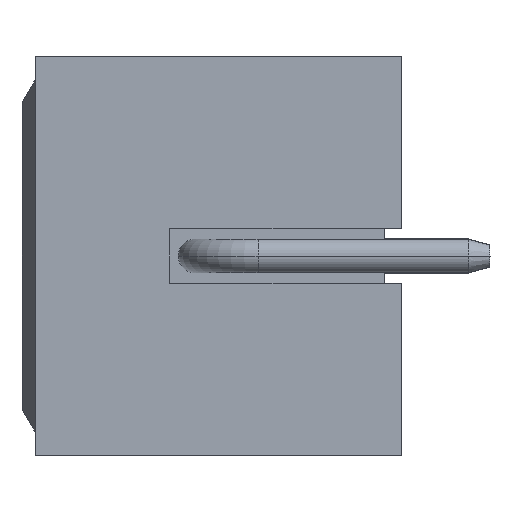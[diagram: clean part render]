
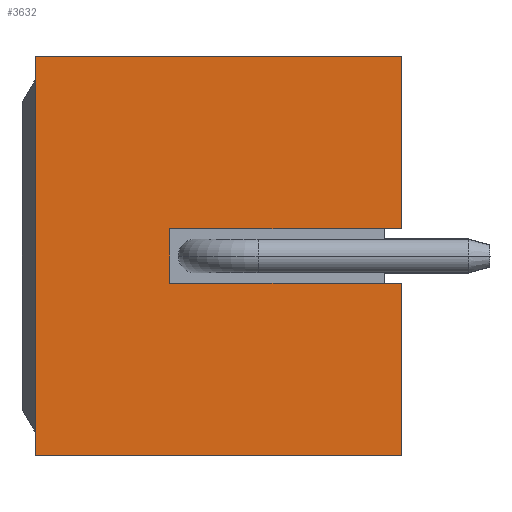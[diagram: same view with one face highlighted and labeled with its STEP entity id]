
A CAD part, left-side view. The second image highlights one B-rep face of the part: STEP entity #3632.
In plain terms, the highlighted planar face has unit normal (-1, 0, 0).
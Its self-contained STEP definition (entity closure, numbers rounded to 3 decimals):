
#55 = EDGE_CURVE ( 'NONE', #3854, #317, #2767, .T. ) ;
#110 = LINE ( 'NONE', #3320, #910 ) ;
#170 = CARTESIAN_POINT ( 'NONE',  ( -11., 0., 4.75 ) ) ;
#182 = CARTESIAN_POINT ( 'NONE',  ( -11., 8.7, 4.75 ) ) ;
#206 = FACE_OUTER_BOUND ( 'NONE', #2339, .T. ) ;
#245 = CARTESIAN_POINT ( 'NONE',  ( -11., 0., -4.75 ) ) ;
#262 = ORIENTED_EDGE ( 'NONE', *, *, #2680, .F. ) ;
#317 = VERTEX_POINT ( 'NONE', #245 ) ;
#388 = DIRECTION ( 'NONE',  ( 0., -1., 0. ) ) ;
#465 = CARTESIAN_POINT ( 'NONE',  ( -11., 5.5, 0.65 ) ) ;
#466 = LINE ( 'NONE', #972, #2096 ) ;
#536 = ORIENTED_EDGE ( 'NONE', *, *, #55, .T. ) ;
#632 = CARTESIAN_POINT ( 'NONE',  ( -11., 0., 4.75 ) ) ;
#656 = DIRECTION ( 'NONE',  ( 0., 0., 1. ) ) ;
#719 = LINE ( 'NONE', #182, #3922 ) ;
#722 = ORIENTED_EDGE ( 'NONE', *, *, #2960, .T. ) ;
#887 = EDGE_CURVE ( 'NONE', #987, #3069, #110, .T. ) ;
#910 = VECTOR ( 'NONE', #1445, 1000. ) ;
#972 = CARTESIAN_POINT ( 'NONE',  ( -11., 0.4, -0.65 ) ) ;
#987 = VERTEX_POINT ( 'NONE', #465 ) ;
#998 = VECTOR ( 'NONE', #2324, 1000. ) ;
#1085 = CARTESIAN_POINT ( 'NONE',  ( -11., 0.4, 0.65 ) ) ;
#1193 = EDGE_CURVE ( 'NONE', #1932, #2668, #3394, .T. ) ;
#1223 = EDGE_CURVE ( 'NONE', #2484, #2668, #719, .T. ) ;
#1263 = CARTESIAN_POINT ( 'NONE',  ( -11., 8.7, 4.75 ) ) ;
#1264 = VECTOR ( 'NONE', #1389, 1000. ) ;
#1270 = DIRECTION ( 'NONE',  ( 0., 0., 1. ) ) ;
#1303 = AXIS2_PLACEMENT_3D ( 'NONE', #3516, #1646, #3822 ) ;
#1326 = PLANE ( 'NONE',  #1303 ) ;
#1389 = DIRECTION ( 'NONE',  ( 0., -1., 0. ) ) ;
#1445 = DIRECTION ( 'NONE',  ( 0., 0., -1. ) ) ;
#1523 = CARTESIAN_POINT ( 'NONE',  ( -11., 8.7, -4.75 ) ) ;
#1646 = DIRECTION ( 'NONE',  ( 1., 0., 0. ) ) ;
#1766 = EDGE_CURVE ( 'NONE', #317, #1892, #2261, .T. ) ;
#1848 = VECTOR ( 'NONE', #388, 1000. ) ;
#1889 = LINE ( 'NONE', #1263, #2804 ) ;
#1892 = VERTEX_POINT ( 'NONE', #2009 ) ;
#1932 = VERTEX_POINT ( 'NONE', #3595 ) ;
#1935 = ORIENTED_EDGE ( 'NONE', *, *, #1193, .T. ) ;
#2009 = CARTESIAN_POINT ( 'NONE',  ( -11., 0., -0.65 ) ) ;
#2090 = LINE ( 'NONE', #1085, #1264 ) ;
#2096 = VECTOR ( 'NONE', #3161, 1000. ) ;
#2261 = LINE ( 'NONE', #3150, #3915 ) ;
#2277 = ORIENTED_EDGE ( 'NONE', *, *, #3524, .F. ) ;
#2324 = DIRECTION ( 'NONE',  ( 0., 0., 1. ) ) ;
#2339 = EDGE_LOOP ( 'NONE', ( #262, #2434, #722, #1935, #3421, #2277, #536, #2725 ) ) ;
#2434 = ORIENTED_EDGE ( 'NONE', *, *, #887, .F. ) ;
#2454 = CARTESIAN_POINT ( 'NONE',  ( -11., 8.7, 4.75 ) ) ;
#2484 = VERTEX_POINT ( 'NONE', #2454 ) ;
#2668 = VERTEX_POINT ( 'NONE', #632 ) ;
#2680 = EDGE_CURVE ( 'NONE', #3069, #1892, #466, .T. ) ;
#2725 = ORIENTED_EDGE ( 'NONE', *, *, #1766, .T. ) ;
#2767 = LINE ( 'NONE', #3163, #1848 ) ;
#2804 = VECTOR ( 'NONE', #656, 1000. ) ;
#2959 = DIRECTION ( 'NONE',  ( 0., -1., 0. ) ) ;
#2960 = EDGE_CURVE ( 'NONE', #987, #1932, #2090, .T. ) ;
#3069 = VERTEX_POINT ( 'NONE', #3213 ) ;
#3150 = CARTESIAN_POINT ( 'NONE',  ( -11., 0., 4.75 ) ) ;
#3161 = DIRECTION ( 'NONE',  ( 0., -1., 0. ) ) ;
#3163 = CARTESIAN_POINT ( 'NONE',  ( -11., 8.7, -4.75 ) ) ;
#3213 = CARTESIAN_POINT ( 'NONE',  ( -11., 5.5, -0.65 ) ) ;
#3320 = CARTESIAN_POINT ( 'NONE',  ( -11., 5.5, -0.65 ) ) ;
#3394 = LINE ( 'NONE', #170, #998 ) ;
#3421 = ORIENTED_EDGE ( 'NONE', *, *, #1223, .F. ) ;
#3516 = CARTESIAN_POINT ( 'NONE',  ( -11., 8.7, 4.75 ) ) ;
#3524 = EDGE_CURVE ( 'NONE', #3854, #2484, #1889, .T. ) ;
#3595 = CARTESIAN_POINT ( 'NONE',  ( -11., 0., 0.65 ) ) ;
#3632 = ADVANCED_FACE ( 'NONE', ( #206 ), #1326, .F. ) ;
#3822 = DIRECTION ( 'NONE',  ( 0., 0., -1. ) ) ;
#3854 = VERTEX_POINT ( 'NONE', #1523 ) ;
#3915 = VECTOR ( 'NONE', #1270, 1000. ) ;
#3922 = VECTOR ( 'NONE', #2959, 1000. ) ;
